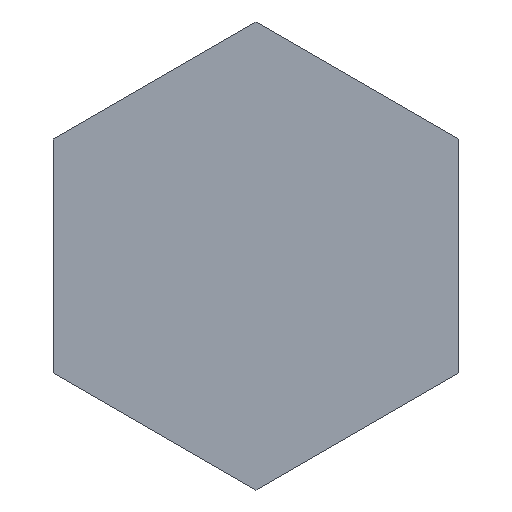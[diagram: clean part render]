
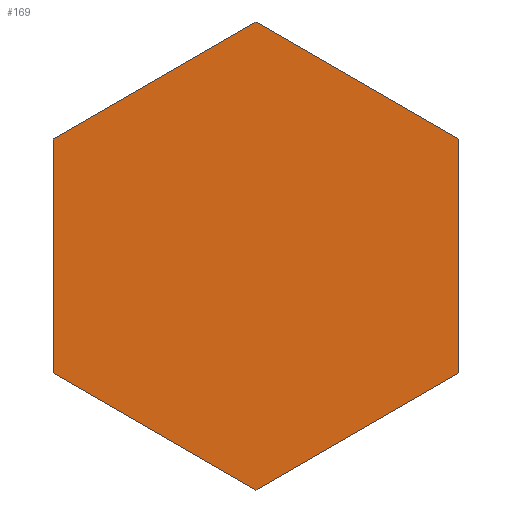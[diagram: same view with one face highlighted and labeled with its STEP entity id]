
A CAD part, left-side view. The second image highlights one B-rep face of the part: STEP entity #169.
In plain terms, the highlighted planar face has unit normal (-1, 0, 0).
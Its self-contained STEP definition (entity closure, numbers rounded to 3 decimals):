
#15=LINE('',#257,#33);
#19=LINE('',#265,#37);
#22=LINE('',#271,#40);
#25=LINE('',#277,#43);
#28=LINE('',#283,#46);
#31=LINE('',#288,#49);
#33=VECTOR('',#215,10.);
#37=VECTOR('',#221,10.);
#40=VECTOR('',#226,10.);
#43=VECTOR('',#231,10.);
#46=VECTOR('',#236,10.);
#49=VECTOR('',#241,10.);
#58=PLANE('',#201);
#70=FACE_OUTER_BOUND('',#81,.T.);
#81=EDGE_LOOP('',(#147,#148,#149,#150,#151,#152));
#88=VERTEX_POINT('',#255);
#89=VERTEX_POINT('',#256);
#92=VERTEX_POINT('',#264);
#94=VERTEX_POINT('',#270);
#96=VERTEX_POINT('',#276);
#98=VERTEX_POINT('',#282);
#102=EDGE_CURVE('',#88,#89,#15,.T.);
#106=EDGE_CURVE('',#89,#92,#19,.T.);
#109=EDGE_CURVE('',#92,#94,#22,.T.);
#112=EDGE_CURVE('',#94,#96,#25,.T.);
#115=EDGE_CURVE('',#96,#98,#28,.T.);
#118=EDGE_CURVE('',#98,#88,#31,.T.);
#147=ORIENTED_EDGE('',*,*,#118,.T.);
#148=ORIENTED_EDGE('',*,*,#102,.T.);
#149=ORIENTED_EDGE('',*,*,#106,.T.);
#150=ORIENTED_EDGE('',*,*,#109,.T.);
#151=ORIENTED_EDGE('',*,*,#112,.T.);
#152=ORIENTED_EDGE('',*,*,#115,.T.);
#169=ADVANCED_FACE('',(#70),#58,.F.);
#201=AXIS2_PLACEMENT_3D('',#290,#243,#244);
#215=DIRECTION('',(0.,0.,1.));
#221=DIRECTION('',(0.,0.866,0.5));
#226=DIRECTION('',(0.,0.866,-0.5));
#231=DIRECTION('',(0.,0.,-1.));
#236=DIRECTION('',(0.,-0.866,-0.5));
#241=DIRECTION('',(0.,-0.866,0.5));
#243=DIRECTION('center_axis',(1.,0.,0.));
#244=DIRECTION('ref_axis',(0.,0.,-1.));
#255=CARTESIAN_POINT('',(0.,-1.732,-1.));
#256=CARTESIAN_POINT('',(0.,-1.732,1.));
#257=CARTESIAN_POINT('',(0.,-1.732,-1.));
#264=CARTESIAN_POINT('',(0.,0.,2.));
#265=CARTESIAN_POINT('',(0.,-1.732,1.));
#270=CARTESIAN_POINT('',(0.,1.732,1.));
#271=CARTESIAN_POINT('',(0.,0.,2.));
#276=CARTESIAN_POINT('',(0.,1.732,-1.));
#277=CARTESIAN_POINT('',(0.,1.732,1.));
#282=CARTESIAN_POINT('',(0.,0.,-2.));
#283=CARTESIAN_POINT('',(0.,1.732,-1.));
#288=CARTESIAN_POINT('',(0.,0.,-2.));
#290=CARTESIAN_POINT('Origin',(0.,0.,0.));
